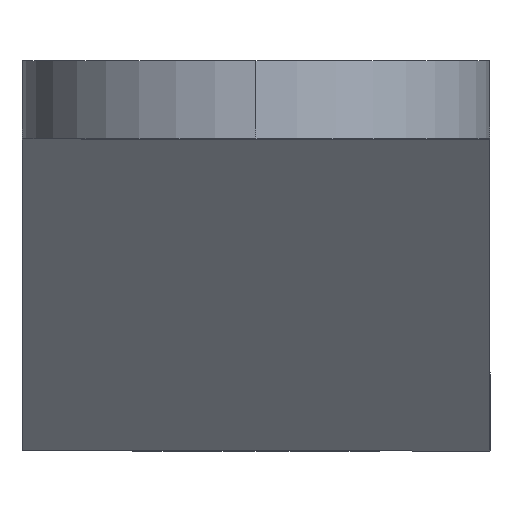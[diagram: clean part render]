
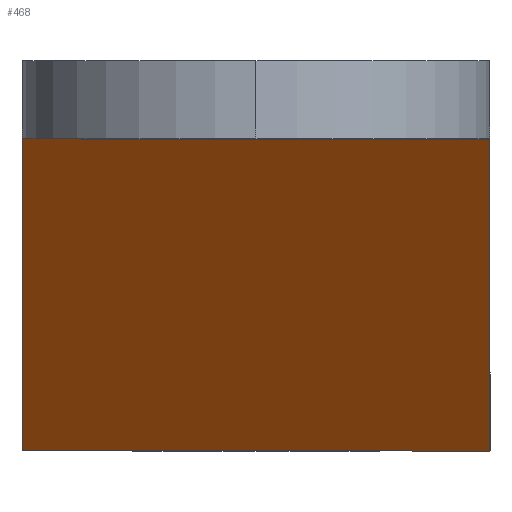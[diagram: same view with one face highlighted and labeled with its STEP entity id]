
A CAD part, left-side view. The second image highlights one B-rep face of the part: STEP entity #468.
In plain terms, the highlighted planar face has unit normal (-0.365, 0, -0.931).
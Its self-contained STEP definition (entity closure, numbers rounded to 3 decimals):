
#9 = DIRECTION ( 'NONE',  ( -0.931, 0., 0.365 ) ) ;
#28 = ORIENTED_EDGE ( 'NONE', *, *, #163, .T. ) ;
#29 = VERTEX_POINT ( 'NONE', #209 ) ;
#30 = VECTOR ( 'NONE', #500, 1000. ) ;
#33 = DIRECTION ( 'NONE',  ( 0.931, 0., -0.365 ) ) ;
#42 = FACE_OUTER_BOUND ( 'NONE', #248, .T. ) ;
#54 = LINE ( 'NONE', #213, #319 ) ;
#77 = EDGE_CURVE ( 'NONE', #29, #436, #338, .T. ) ;
#84 = PLANE ( 'NONE',  #147 ) ;
#87 = LINE ( 'NONE', #379, #234 ) ;
#106 = DIRECTION ( 'NONE',  ( 0., 1., 0. ) ) ;
#112 = EDGE_CURVE ( 'NONE', #436, #376, #54, .T. ) ;
#127 = VECTOR ( 'NONE', #281, 1000. ) ;
#147 = AXIS2_PLACEMENT_3D ( 'NONE', #408, #198, #33 ) ;
#149 = CARTESIAN_POINT ( 'NONE',  ( -71.074, 9.6, -9.364 ) ) ;
#156 = ORIENTED_EDGE ( 'NONE', *, *, #77, .T. ) ;
#161 = LINE ( 'NONE', #454, #127 ) ;
#163 = EDGE_CURVE ( 'NONE', #503, #29, #161, .T. ) ;
#198 = DIRECTION ( 'NONE',  ( 0.365, 0., 0.931 ) ) ;
#209 = CARTESIAN_POINT ( 'NONE',  ( -54.771, 0., -15.764 ) ) ;
#213 = CARTESIAN_POINT ( 'NONE',  ( -71.074, 9.6, -9.364 ) ) ;
#234 = VECTOR ( 'NONE', #9, 1000. ) ;
#248 = EDGE_LOOP ( 'NONE', ( #479, #301, #28, #156 ) ) ;
#254 = CARTESIAN_POINT ( 'NONE',  ( -54.771, 0., -15.764 ) ) ;
#260 = EDGE_CURVE ( 'NONE', #503, #376, #87, .T. ) ;
#271 = CARTESIAN_POINT ( 'NONE',  ( -71.074, 0., -9.364 ) ) ;
#281 = DIRECTION ( 'NONE',  ( 0., -1., 0. ) ) ;
#301 = ORIENTED_EDGE ( 'NONE', *, *, #260, .F. ) ;
#319 = VECTOR ( 'NONE', #106, 1000. ) ;
#321 = CARTESIAN_POINT ( 'NONE',  ( -54.771, 9.6, -15.764 ) ) ;
#338 = LINE ( 'NONE', #254, #30 ) ;
#376 = VERTEX_POINT ( 'NONE', #149 ) ;
#379 = CARTESIAN_POINT ( 'NONE',  ( -54.771, 9.6, -15.764 ) ) ;
#408 = CARTESIAN_POINT ( 'NONE',  ( -54.771, 9.6, -15.764 ) ) ;
#436 = VERTEX_POINT ( 'NONE', #271 ) ;
#454 = CARTESIAN_POINT ( 'NONE',  ( -54.771, 9.6, -15.764 ) ) ;
#468 = ADVANCED_FACE ( 'NONE', ( #42 ), #84, .F. ) ;
#479 = ORIENTED_EDGE ( 'NONE', *, *, #112, .T. ) ;
#500 = DIRECTION ( 'NONE',  ( -0.931, 0., 0.365 ) ) ;
#503 = VERTEX_POINT ( 'NONE', #321 ) ;
